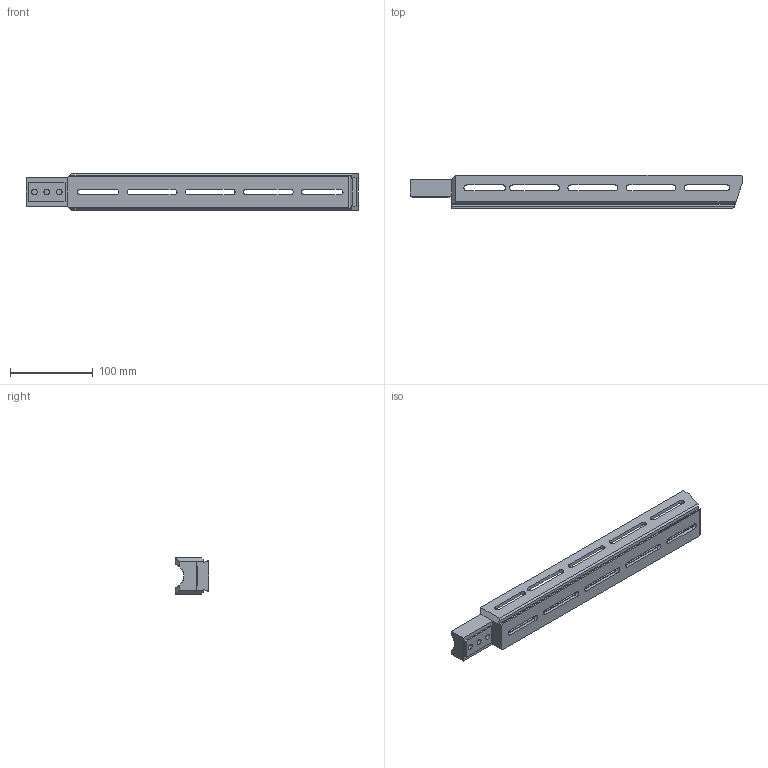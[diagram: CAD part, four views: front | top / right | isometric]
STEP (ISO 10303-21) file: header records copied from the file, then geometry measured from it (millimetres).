
FILE_DESCRIPTION (( 'STEP AP214' ), '1' );
FILE_NAME ('4 Dev felix L ARCA.STEP', '2024-12-06T22:18:49', ( '' ), ( '' ), 'SwSTEP 2.0', 'SolidWorks 2024', '' );
FILE_SCHEMA (( 'AUTOMOTIVE_DESIGN' ));
Length unit declared in the file: millimetre
Products named in the file (1): 4 Dev felix L ARCA
Bounding box: 400 x 40 x 44 mm (x, y, z)
Volume: 196717.4 mm3; surface area: 91323.2 mm2
Topology: 1 solids, 1 shells, 144 faces, 407 edges, 269 vertices
Faces by surface type: plane 86, cylinder 58
Entity records: 4837 total; most frequent: CARTESIAN_POINT 939, ORIENTED_EDGE 814, DIRECTION 798, EDGE_CURVE 407, LINE 278, VECTOR 278, VERTEX_POINT 269, AXIS2_PLACEMENT_3D 260
